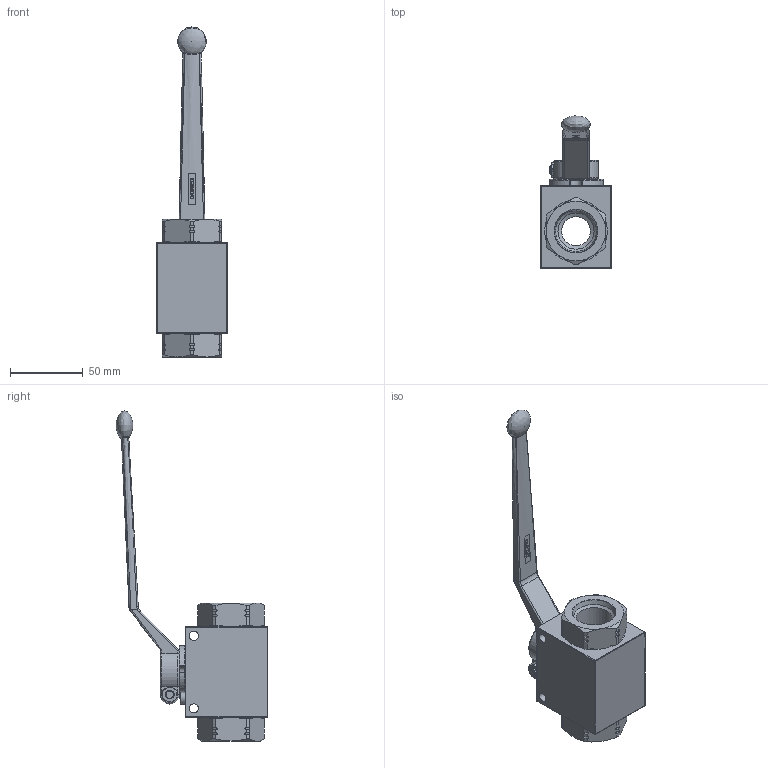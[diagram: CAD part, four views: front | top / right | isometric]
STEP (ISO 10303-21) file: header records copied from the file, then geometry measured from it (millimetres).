
FILE_DESCRIPTION(/* description */ (''),/* implementation_level */ '2;1');
FILE_NAME(/* name */ 'GE2EEE3_____F10.stp',/* time_stamp */ '2020-02-12T16:30:08+01:00',/* author */ ('francesca.patelli'),/* organization */ (''),/* preprocessor_version */ 'ST-DEVELOPER v18',/* originating_system */ 'Autodesk Inventor 2020',/* authorisation */ '');
FILE_SCHEMA (('AUTOMOTIVE_DESIGN { 1 0 10303 214 3 1 1 }'));
Length unit declared in the file: millimetre
Products named in the file (1): Parte2
Bounding box: 49 x 104.6 x 227.5 mm (x, y, z)
Volume: 175792.3 mm3; surface area: 51495.9 mm2
Topology: 2 solids, 5 shells, 493 faces, 1292 edges, 833 vertices
Faces by surface type: plane 189, cylinder 122, cone 59, bspline 57, torus 52, sphere 14
Full cylindrical faces by diameter (mm): 2 x1, 6 x2, 6.25 x2, 6.5 x2, 8 x2, 10 x1, 20 x3, 24.91 x2, 25 x1, 35.4 x2, 36.4 x1, 39.4 x2, 43.2 x2
Entity records: 17552 total; most frequent: CARTESIAN_POINT 5179, ORIENTED_EDGE 2578, DIRECTION 2340, EDGE_CURVE 1289, AXIS2_PLACEMENT_3D 864, VERTEX_POINT 833, LINE 612, VECTOR 612
